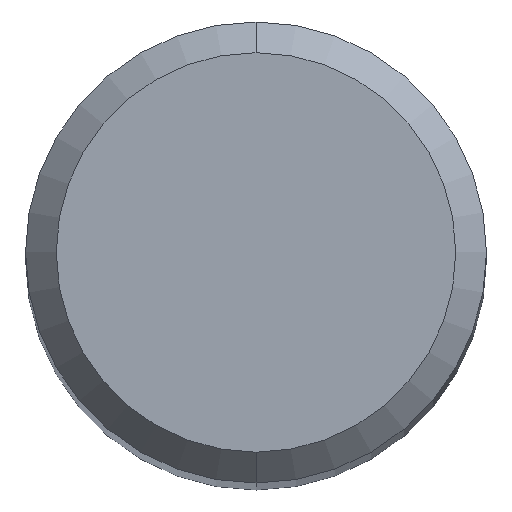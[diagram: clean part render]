
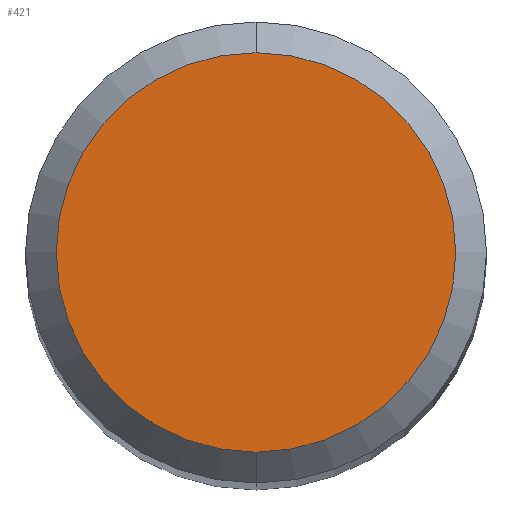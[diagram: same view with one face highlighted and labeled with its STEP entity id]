
A CAD part, top view. The second image highlights one B-rep face of the part: STEP entity #421.
In plain terms, the highlighted planar face has unit normal (0, 0, 1).
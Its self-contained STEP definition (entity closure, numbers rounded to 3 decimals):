
#401=VERTEX_POINT('',#1043);
#421=ADVANCED_FACE('',(#1063),#1064,.T.);
#683=VERTEX_POINT('',#1350);
#729=EDGE_CURVE('',#401,#683,#1404,.T.);
#941=EDGE_CURVE('',#683,#401,#1633,.T.);
#1043=CARTESIAN_POINT('',(0.,-2.6,0.0));
#1063=FACE_OUTER_BOUND('',#2921,.T.);
#1064=PLANE('',#2922);
#1350=CARTESIAN_POINT('',(0.0,2.6,0.0));
#1404=CIRCLE('',#6935,2.6);
#1633=CIRCLE('',#8086,2.6);
#2921=EDGE_LOOP('',(#8331,#8332));
#2922=AXIS2_PLACEMENT_3D('',#8333,#8334,#8335);
#6935=AXIS2_PLACEMENT_3D('',#8732,#8733,#8734);
#8086=AXIS2_PLACEMENT_3D('',#8925,#8926,#8927);
#8331=ORIENTED_EDGE('',*,*,#941,.F.);
#8332=ORIENTED_EDGE('',*,*,#729,.F.);
#8333=CARTESIAN_POINT('',(0.0,1.3,0.0));
#8334=DIRECTION('',(-0.0,0.0,1.0));
#8335=DIRECTION('',(0.0,-1.0,0.0));
#8732=CARTESIAN_POINT('',(0.0,0.0,0.0));
#8733=DIRECTION('',(0.0,0.0,-1.0));
#8734=DIRECTION('',(0.0,1.0,0.0));
#8925=CARTESIAN_POINT('',(0.0,0.0,0.0));
#8926=DIRECTION('',(0.0,0.0,-1.0));
#8927=DIRECTION('',(0.0,1.0,0.0));
